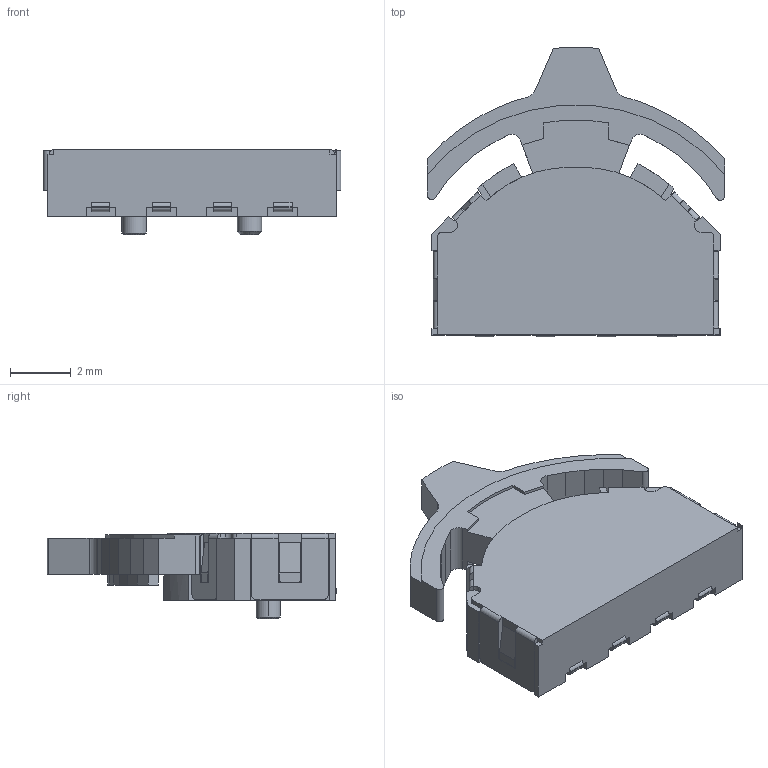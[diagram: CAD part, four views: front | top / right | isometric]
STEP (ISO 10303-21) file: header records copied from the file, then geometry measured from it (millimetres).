
FILE_DESCRIPTION(('STEP AP214'),'1');
FILE_NAME('tm-2023.stp','2021-09-20T17:32:17',('TraceParts'),('TraceParts S.A.'),'Spatial InterOp 3D',' ',' ');
FILE_SCHEMA(('AUTOMOTIVE_DESIGN { 1 0 10303 214 1 1 1 1 }'));
Length unit declared in the file: millimetre
Products named in the file (1): tm-2023
Bounding box: 9.8 x 9.54 x 2.8 mm (x, y, z)
Volume: 123.8 mm3; surface area: 258.4 mm2
Topology: 1 solids, 1 shells, 816 faces, 2289 edges, 1518 vertices
Faces by surface type: plane 687, cylinder 121, cone 8
Entity records: 25954 total; most frequent: CARTESIAN_POINT 4624, ORIENTED_EDGE 4578, DIRECTION 4181, EDGE_CURVE 2289, LINE 2031, VECTOR 2031, VERTEX_POINT 1518, AXIS2_PLACEMENT_3D 1075
